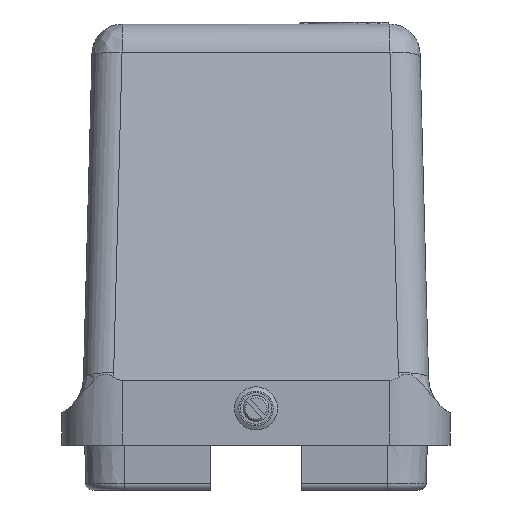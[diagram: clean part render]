
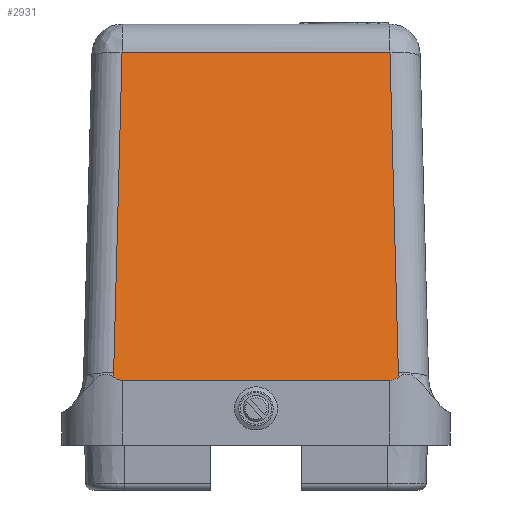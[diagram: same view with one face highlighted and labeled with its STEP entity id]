
A CAD part, left-side view. The second image highlights one B-rep face of the part: STEP entity #2931.
In plain terms, the highlighted planar face has unit normal (-0.982, 0, 0.191).
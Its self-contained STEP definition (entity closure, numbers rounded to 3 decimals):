
#2481=FACE_OUTER_BOUND('',#3654,.T.);
#2796=ELLIPSE('',#9070,73.372,14.);
#2797=ELLIPSE('',#9071,16.809,16.5);
#2798=ELLIPSE('',#9072,16.809,16.5);
#2799=ELLIPSE('',#9073,73.372,14.);
#2931=ADVANCED_FACE('',(#2481),#3290,.F.);
#3290=PLANE('',#9074);
#3654=EDGE_LOOP('',(#4488,#4489,#4490,#4491,#4492,#4493,#4494,#4495));
#4488=ORIENTED_EDGE('',*,*,#6834,.T.);
#4489=ORIENTED_EDGE('',*,*,#6835,.T.);
#4490=ORIENTED_EDGE('',*,*,#6836,.T.);
#4491=ORIENTED_EDGE('',*,*,#6837,.T.);
#4492=ORIENTED_EDGE('',*,*,#6838,.T.);
#4493=ORIENTED_EDGE('',*,*,#6839,.T.);
#4494=ORIENTED_EDGE('',*,*,#6840,.T.);
#4495=ORIENTED_EDGE('',*,*,#6630,.F.);
#6021=VERTEX_POINT('',#11574);
#6022=VERTEX_POINT('',#11576);
#6201=VERTEX_POINT('',#12037);
#6202=VERTEX_POINT('',#12039);
#6203=VERTEX_POINT('',#12041);
#6204=VERTEX_POINT('',#12043);
#6205=VERTEX_POINT('',#12045);
#6206=VERTEX_POINT('',#12047);
#6630=EDGE_CURVE('',#6021,#6022,#7487,.T.);
#6834=EDGE_CURVE('',#6021,#6201,#2796,.T.);
#6835=EDGE_CURVE('',#6201,#6202,#2797,.T.);
#6836=EDGE_CURVE('',#6202,#6203,#7640,.T.);
#6837=EDGE_CURVE('',#6203,#6204,#7641,.T.);
#6838=EDGE_CURVE('',#6204,#6205,#7642,.T.);
#6839=EDGE_CURVE('',#6205,#6206,#2798,.T.);
#6840=EDGE_CURVE('',#6206,#6022,#2799,.T.);
#7487=LINE('',#11575,#8046);
#7640=LINE('',#12040,#8199);
#7641=LINE('',#12042,#8200);
#7642=LINE('',#12044,#8201);
#8046=VECTOR('',#9706,1.);
#8199=VECTOR('',#9997,1.);
#8200=VECTOR('',#9998,1.);
#8201=VECTOR('',#9999,1.);
#9070=AXIS2_PLACEMENT_3D('',#12036,#9993,#9994);
#9071=AXIS2_PLACEMENT_3D('',#12038,#9995,#9996);
#9072=AXIS2_PLACEMENT_3D('',#12046,#10000,#10001);
#9073=AXIS2_PLACEMENT_3D('',#12048,#10002,#10003);
#9074=AXIS2_PLACEMENT_3D('',#12049,#10004,#10005);
#9706=DIRECTION('',(0.,1.,0.));
#9993=DIRECTION('',(-0.982,0.,0.191));
#9994=DIRECTION('',(-0.191,0.,-0.982));
#9995=DIRECTION('',(0.982,0.,-0.191));
#9996=DIRECTION('',(-0.191,0.,-0.982));
#9997=DIRECTION('',(0.191,0.026,0.981));
#9998=DIRECTION('',(0.,1.,0.));
#9999=DIRECTION('',(-0.191,0.026,-0.981));
#10000=DIRECTION('',(0.982,0.,-0.191));
#10001=DIRECTION('',(-0.191,0.,-0.982));
#10002=DIRECTION('',(-0.982,0.,0.191));
#10003=DIRECTION('',(-0.191,0.,-0.982));
#10004=DIRECTION('',(0.982,0.,-0.191));
#10005=DIRECTION('',(-0.191,0.,-0.982));
#11574=CARTESIAN_POINT('',(-66.,-31.,6.1));
#11575=CARTESIAN_POINT('',(-66.,-45.1,6.1));
#11576=CARTESIAN_POINT('',(-66.,31.,6.1));
#12036=CARTESIAN_POINT('',(-52.,-31.,78.124));
#12037=CARTESIAN_POINT('',(-65.848,-33.058,6.883));
#12038=CARTESIAN_POINT('',(-65.572,-49.497,8.304));
#12039=CARTESIAN_POINT('',(-65.656,-33.002,7.872));
#12040=CARTESIAN_POINT('',(-50.014,-30.895,88.342));
#12041=CARTESIAN_POINT('',(-51.203,-31.055,82.226));
#12042=CARTESIAN_POINT('',(-51.203,-45.1,82.226));
#12043=CARTESIAN_POINT('',(-51.203,31.055,82.226));
#12044=CARTESIAN_POINT('',(-49.572,30.836,90.616));
#12045=CARTESIAN_POINT('',(-65.656,33.002,7.872));
#12046=CARTESIAN_POINT('',(-65.572,49.497,8.304));
#12047=CARTESIAN_POINT('',(-65.848,33.058,6.883));
#12048=CARTESIAN_POINT('',(-52.,31.,78.124));
#12049=CARTESIAN_POINT('',(-49.944,-45.1,88.7));
